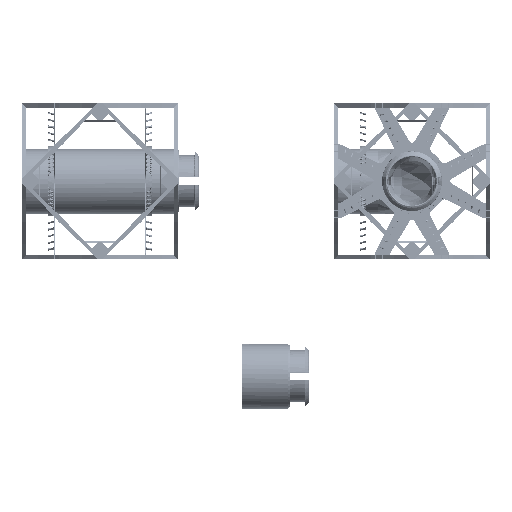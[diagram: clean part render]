
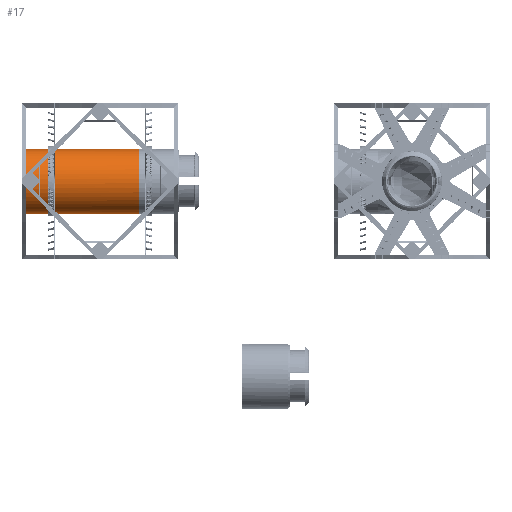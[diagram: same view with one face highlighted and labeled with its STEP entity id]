
A CAD part, top view. The second image highlights one B-rep face of the part: STEP entity #17.
In plain terms, the highlighted free-form (B-spline) face has degree [2, 1] with [9, 2] control points.
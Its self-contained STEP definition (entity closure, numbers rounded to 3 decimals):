
#17 = ADVANCED_FACE('',(#18),#50,.T.);
#18 = FACE_BOUND('',#19,.T.);
#19 = EDGE_LOOP('',(#20,#32,#39,#49));
#20 = ORIENTED_EDGE('',*,*,#21,.F.);
#21 = EDGE_CURVE('',#22,#22,#24,.T.);
#22 = VERTEX_POINT('',#23);
#23 = CARTESIAN_POINT('',(-65.274,0.,
    -27.198));
#24 = ( BOUNDED_CURVE() B_SPLINE_CURVE(2,(#25,#26,#27,#28,#29,#30,#31),
.UNSPECIFIED.,.T.,.F.) B_SPLINE_CURVE_WITH_KNOTS((3,2,2,3),(
    3.142,5.236,7.33,9.425),
.PIECEWISE_BEZIER_KNOTS.) CURVE() GEOMETRIC_REPRESENTATION_ITEM() 
RATIONAL_B_SPLINE_CURVE((1.,0.5,1.,0.5,1.,0.5,1.)) REPRESENTATION_ITEM(
  '') );
#25 = CARTESIAN_POINT('',(-65.274,0.,
    -27.198));
#26 = CARTESIAN_POINT('',(-65.274,-47.107,
    -27.198));
#27 = CARTESIAN_POINT('',(-65.274,-23.554,
    13.599));
#28 = CARTESIAN_POINT('',(-65.274,0.,
    54.395));
#29 = CARTESIAN_POINT('',(-65.274,23.554,
    13.599));
#30 = CARTESIAN_POINT('',(-65.274,47.107,
    -27.198));
#31 = CARTESIAN_POINT('',(-65.274,0.,
    -27.198));
#32 = ORIENTED_EDGE('',*,*,#33,.T.);
#33 = EDGE_CURVE('',#22,#34,#36,.T.);
#34 = VERTEX_POINT('',#35);
#35 = CARTESIAN_POINT('',(32.637,0.,
    -27.198));
#36 = B_SPLINE_CURVE_WITH_KNOTS('',1,(#37,#38),.UNSPECIFIED.,.F.,.F.,(2,
    2),(-60.,30.),.PIECEWISE_BEZIER_KNOTS.);
#37 = CARTESIAN_POINT('',(-65.274,0.,
    -27.198));
#38 = CARTESIAN_POINT('',(32.637,0.,
    -27.198));
#39 = ORIENTED_EDGE('',*,*,#40,.F.);
#40 = EDGE_CURVE('',#34,#34,#41,.T.);
#41 = ( BOUNDED_CURVE() B_SPLINE_CURVE(2,(#42,#43,#44,#45,#46,#47,#48),
.UNSPECIFIED.,.T.,.F.) B_SPLINE_CURVE_WITH_KNOTS((3,2,2,3),(
    3.142,5.236,7.33,9.425),
.PIECEWISE_BEZIER_KNOTS.) CURVE() GEOMETRIC_REPRESENTATION_ITEM() 
RATIONAL_B_SPLINE_CURVE((1.,0.5,1.,0.5,1.,0.5,1.)) REPRESENTATION_ITEM(
  '') );
#42 = CARTESIAN_POINT('',(32.637,0.,
    -27.198));
#43 = CARTESIAN_POINT('',(32.637,47.107,
    -27.198));
#44 = CARTESIAN_POINT('',(32.637,23.554,
    13.599));
#45 = CARTESIAN_POINT('',(32.637,0.,
    54.395));
#46 = CARTESIAN_POINT('',(32.637,-23.554,
    13.599));
#47 = CARTESIAN_POINT('',(32.637,-47.107,
    -27.198));
#48 = CARTESIAN_POINT('',(32.637,0.,
    -27.198));
#49 = ORIENTED_EDGE('',*,*,#33,.F.);
#50 = ( BOUNDED_SURFACE() B_SPLINE_SURFACE(2,1,(
    (#51,#52)
    ,(#53,#54)
    ,(#55,#56)
    ,(#57,#58)
    ,(#59,#60)
    ,(#61,#62)
    ,(#63,#64)
    ,(#65,#66)
,(#67,#68
    )),.UNSPECIFIED.,.T.,.F.,.F.) B_SPLINE_SURFACE_WITH_KNOTS((3,2,2,2,3
    ),(2,2),(-3.142,-2.094,0.,2.094,
    3.142),(-30.,60.),.UNSPECIFIED.) 
GEOMETRIC_REPRESENTATION_ITEM() RATIONAL_B_SPLINE_SURFACE((
    (0.75,0.75)
    ,(0.75,0.75)
    ,(1.,1.)
    ,(0.5,0.5)
    ,(1.,1.)
    ,(0.5,0.5)
    ,(1.,1.)
    ,(0.75,0.75)
,(0.75,0.75))) REPRESENTATION_ITEM('') SURFACE() );
#51 = CARTESIAN_POINT('',(32.637,0.,
    -27.198));
#52 = CARTESIAN_POINT('',(-65.274,0.,
    -27.198));
#53 = CARTESIAN_POINT('',(32.637,-15.702,
    -27.198));
#54 = CARTESIAN_POINT('',(-65.274,-15.702,
    -27.198));
#55 = CARTESIAN_POINT('',(32.637,-23.554,
    -13.599));
#56 = CARTESIAN_POINT('',(-65.274,-23.554,
    -13.599));
#57 = CARTESIAN_POINT('',(32.637,-47.107,
    27.198));
#58 = CARTESIAN_POINT('',(-65.274,-47.107,
    27.198));
#59 = CARTESIAN_POINT('',(32.637,0.,27.198));
#60 = CARTESIAN_POINT('',(-65.274,0.,27.198));
#61 = CARTESIAN_POINT('',(32.637,47.107,
    27.198));
#62 = CARTESIAN_POINT('',(-65.274,47.107,
    27.198));
#63 = CARTESIAN_POINT('',(32.637,23.554,
    -13.599));
#64 = CARTESIAN_POINT('',(-65.274,23.554,
    -13.599));
#65 = CARTESIAN_POINT('',(32.637,15.702,
    -27.198));
#66 = CARTESIAN_POINT('',(-65.274,15.702,
    -27.198));
#67 = CARTESIAN_POINT('',(32.637,0.,
    -27.198));
#68 = CARTESIAN_POINT('',(-65.274,0.,
    -27.198));
